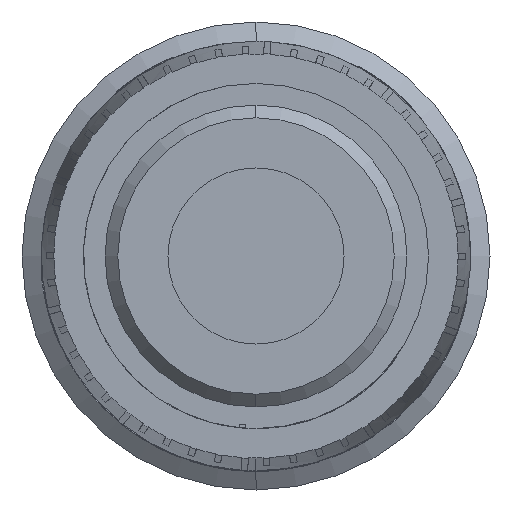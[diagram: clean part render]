
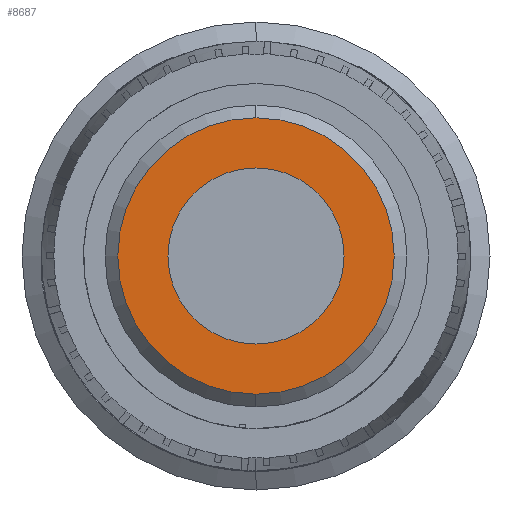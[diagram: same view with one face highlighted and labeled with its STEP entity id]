
A CAD part, left-side view. The second image highlights one B-rep face of the part: STEP entity #8687.
In plain terms, the highlighted planar face has unit normal (-1, 0, 0).
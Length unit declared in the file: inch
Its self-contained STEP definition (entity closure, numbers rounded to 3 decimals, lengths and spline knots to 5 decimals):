
#5719 = DIRECTION ( 'NONE',  ( 0., 0., 1. ) ) ;
#5720 = DIRECTION ( 'NONE',  ( -1., 0., 0. ) ) ;
#5721 = CARTESIAN_POINT ( 'NONE',  ( 0.35, 0., 0. ) ) ;
#5722 = CIRCLE ( 'NONE', #5730, 0.10811 ) ;
#5730 = AXIS2_PLACEMENT_3D ( 'NONE', #5721, #5720, #5719 ) ;
#5731 = AXIS2_PLACEMENT_3D ( 'NONE', #5765, #5815, #5814 ) ;
#5753 = CIRCLE ( 'NONE', #5731, 0.0689 ) ;
#5765 = CARTESIAN_POINT ( 'NONE',  ( 0.35, 0., 0. ) ) ;
#5814 = DIRECTION ( 'NONE',  ( 0., 0., 1. ) ) ;
#5815 = DIRECTION ( 'NONE',  ( -1., 0., 0. ) ) ;
#5925 = FACE_BOUND ( 'NONE', #8690, .T. ) ;
#5927 = FACE_OUTER_BOUND ( 'NONE', #8669, .T. ) ;
#5949 = DIRECTION ( 'NONE',  ( 0., 0., 1. ) ) ;
#5950 = DIRECTION ( 'NONE',  ( -1., 0., 0. ) ) ;
#5951 = CARTESIAN_POINT ( 'NONE',  ( 0.35, 0., 0. ) ) ;
#5952 = AXIS2_PLACEMENT_3D ( 'NONE', #5951, #5950, #5949 ) ;
#5953 = PLANE ( 'NONE',  #5952 ) ;
#8638 = ORIENTED_EDGE ( 'NONE', *, *, #9716, .F. ) ;
#8641 = EDGE_CURVE ( 'NONE', #9765, #9762, #5722, .T. ) ;
#8654 = EDGE_CURVE ( 'NONE', #9748, #9744, #5753, .T. ) ;
#8664 = ORIENTED_EDGE ( 'NONE', *, *, #8641, .T. ) ;
#8669 = EDGE_LOOP ( 'NONE', ( #8664, #8688 ) ) ;
#8687 = ADVANCED_FACE ( 'NONE', ( #5927, #5925 ), #5953, .T. ) ;
#8688 = ORIENTED_EDGE ( 'NONE', *, *, #9704, .T. ) ;
#8690 = EDGE_LOOP ( 'NONE', ( #8638, #8693 ) ) ;
#8693 = ORIENTED_EDGE ( 'NONE', *, *, #8654, .F. ) ;
#9704 = EDGE_CURVE ( 'NONE', #9762, #9765, #22390, .T. ) ;
#9716 = EDGE_CURVE ( 'NONE', #9744, #9748, #22454, .T. ) ;
#9744 = VERTEX_POINT ( 'NONE', #22495 ) ;
#9748 = VERTEX_POINT ( 'NONE', #22491 ) ;
#9762 = VERTEX_POINT ( 'NONE', #22481 ) ;
#9765 = VERTEX_POINT ( 'NONE', #22517 ) ;
#22390 = CIRCLE ( 'NONE', #22414, 0.10811 ) ;
#22414 = AXIS2_PLACEMENT_3D ( 'NONE', #22442, #22441, #22440 ) ;
#22440 = DIRECTION ( 'NONE',  ( 0., 0., 1. ) ) ;
#22441 = DIRECTION ( 'NONE',  ( -1., 0., 0. ) ) ;
#22442 = CARTESIAN_POINT ( 'NONE',  ( 0.35, 0., 0. ) ) ;
#22444 = DIRECTION ( 'NONE',  ( 0., 0., 1. ) ) ;
#22445 = DIRECTION ( 'NONE',  ( -1., 0., 0. ) ) ;
#22446 = CARTESIAN_POINT ( 'NONE',  ( 0.35, 0., 0. ) ) ;
#22447 = AXIS2_PLACEMENT_3D ( 'NONE', #22446, #22445, #22444 ) ;
#22454 = CIRCLE ( 'NONE', #22447, 0.0689 ) ;
#22481 = CARTESIAN_POINT ( 'NONE',  ( 0.35, 0., 0.10811 ) ) ;
#22491 = CARTESIAN_POINT ( 'NONE',  ( 0.35, 0., -0.0689 ) ) ;
#22495 = CARTESIAN_POINT ( 'NONE',  ( 0.35, 0., 0.0689 ) ) ;
#22517 = CARTESIAN_POINT ( 'NONE',  ( 0.35, 0., -0.10811 ) ) ;
